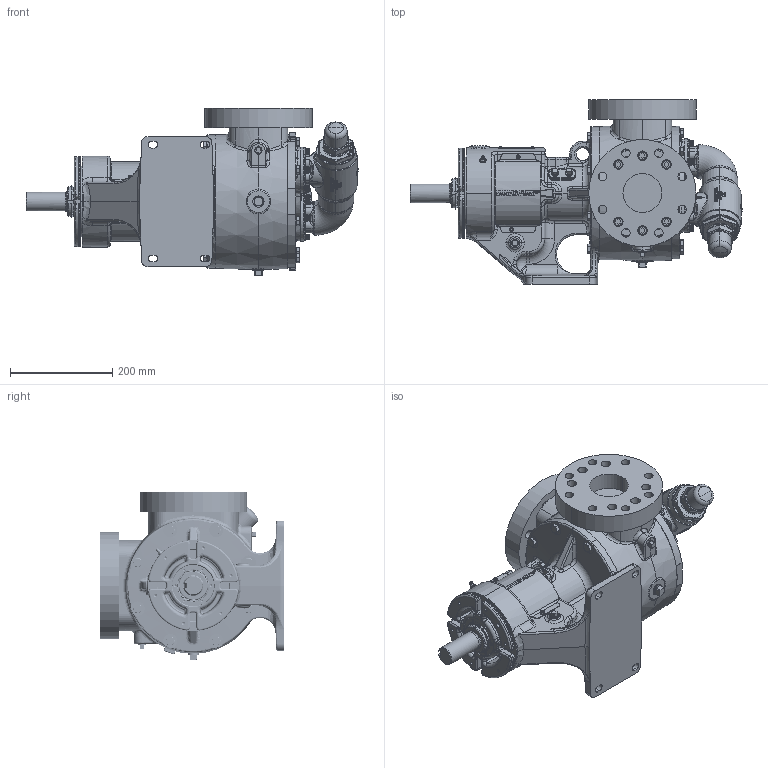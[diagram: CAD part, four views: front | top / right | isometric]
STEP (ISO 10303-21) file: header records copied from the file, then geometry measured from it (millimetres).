
FILE_DESCRIPTION (( 'STEP AP214' ), '1' );
FILE_NAME ('LV-4810.step', '2025-12-05T04:26:30', ( '' ), ( '' ), 'SwSTEP 2.0', 'SolidWorks 2024', '' );
FILE_SCHEMA (( 'AUTOMOTIVE_DESIGN' ));
Length unit declared in the file: inch
Products named in the file (1): LV-4810
Bounding box: 648.54 x 360.36 x 327.72 mm (x, y, z)
Volume: 18032797.7 mm3; surface area: 1016778.6 mm2
Topology: 1 solids, 1 shells, 5609 faces, 14459 edges, 9042 vertices
Faces by surface type: plane 1897, bspline 1639, cylinder 1174, cone 632, torus 191, sphere 76
Entity records: 246780 total; most frequent: CARTESIAN_POINT 123590, ORIENTED_EDGE 28660, DIRECTION 21188, EDGE_CURVE 14330, VERTEX_POINT 9039, AXIS2_PLACEMENT_3D 7764, EDGE_LOOP 5985, LINE 5660
